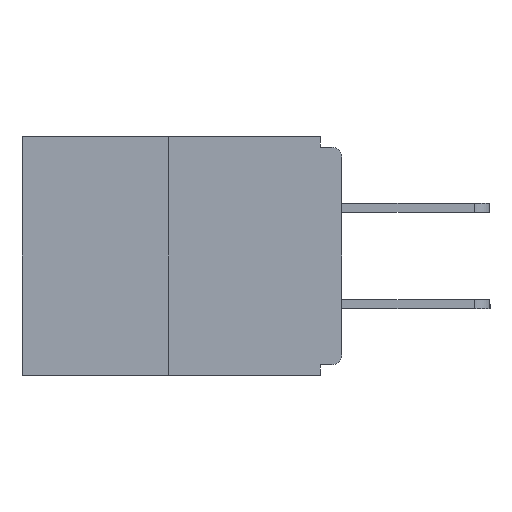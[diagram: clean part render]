
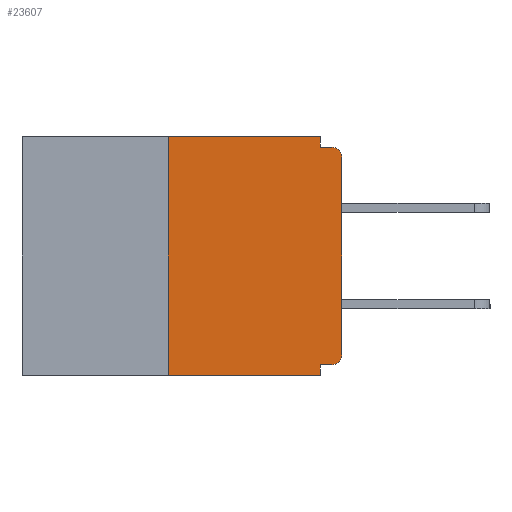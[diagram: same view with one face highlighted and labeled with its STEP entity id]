
A CAD part, left-side view. The second image highlights one B-rep face of the part: STEP entity #23607.
In plain terms, the highlighted planar face has unit normal (-1, 0, 0).
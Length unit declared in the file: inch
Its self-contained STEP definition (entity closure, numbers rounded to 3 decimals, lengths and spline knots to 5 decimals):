
#170 = AXIS2_PLACEMENT_3D ( 'NONE', #1006, #15626, #1159 ) ;
#288 = DIRECTION ( 'NONE',  ( 0., 0., 1. ) ) ;
#470 = ORIENTED_EDGE ( 'NONE', *, *, #31254, .F. ) ;
#703 = ORIENTED_EDGE ( 'NONE', *, *, #23928, .T. ) ;
#1006 = CARTESIAN_POINT ( 'NONE',  ( 0., 0.015, -0.03 ) ) ;
#1159 = DIRECTION ( 'NONE',  ( 0., 0., -1. ) ) ;
#2471 = ORIENTED_EDGE ( 'NONE', *, *, #10527, .F. ) ;
#2840 = LINE ( 'NONE', #27588, #10438 ) ;
#2864 = CARTESIAN_POINT ( 'NONE',  ( 0., 0.015, -0.313 ) ) ;
#3504 = LINE ( 'NONE', #22715, #16222 ) ;
#3541 = VECTOR ( 'NONE', #20805, 39.37008 ) ;
#3629 = CARTESIAN_POINT ( 'NONE',  ( 0., 0.46, 0. ) ) ;
#4598 = VERTEX_POINT ( 'NONE', #18776 ) ;
#4694 = VERTEX_POINT ( 'NONE', #9526 ) ;
#5110 = DIRECTION ( 'NONE',  ( 0., 0., -1. ) ) ;
#5773 = VERTEX_POINT ( 'NONE', #13951 ) ;
#5961 = LINE ( 'NONE', #23418, #25797 ) ;
#6447 = DIRECTION ( 'NONE',  ( 0., 1., 0. ) ) ;
#7198 = VECTOR ( 'NONE', #18014, 39.37008 ) ;
#7223 = VECTOR ( 'NONE', #6447, 39.37008 ) ;
#7256 = VECTOR ( 'NONE', #13258, 39.37008 ) ;
#9247 = CARTESIAN_POINT ( 'NONE',  ( 0., 0.25, 0. ) ) ;
#9526 = CARTESIAN_POINT ( 'NONE',  ( 0., 0., -0.03 ) ) ;
#9697 = ORIENTED_EDGE ( 'NONE', *, *, #11841, .F. ) ;
#9800 = AXIS2_PLACEMENT_3D ( 'NONE', #3629, #23313, #25690 ) ;
#9933 = VERTEX_POINT ( 'NONE', #19675 ) ;
#10313 = CARTESIAN_POINT ( 'NONE',  ( 0., 0.031, 0. ) ) ;
#10377 = EDGE_CURVE ( 'NONE', #4598, #11250, #25029, .T. ) ;
#10438 = VECTOR ( 'NONE', #288, 39.37008 ) ;
#10527 = EDGE_CURVE ( 'NONE', #19108, #4598, #5961, .T. ) ;
#10690 = CARTESIAN_POINT ( 'NONE',  ( 0., 0.46, -0.343 ) ) ;
#11218 = EDGE_CURVE ( 'NONE', #5773, #9933, #20370, .T. ) ;
#11250 = VERTEX_POINT ( 'NONE', #27178 ) ;
#11660 = VECTOR ( 'NONE', #19950, 39.37008 ) ;
#11841 = EDGE_CURVE ( 'NONE', #13593, #17241, #20914, .T. ) ;
#12335 = CARTESIAN_POINT ( 'NONE',  ( 0., 0.031, -0.328 ) ) ;
#12952 = CARTESIAN_POINT ( 'NONE',  ( 0., 0., -0.015 ) ) ;
#13258 = DIRECTION ( 'NONE',  ( 0., 0., -1. ) ) ;
#13593 = VERTEX_POINT ( 'NONE', #14450 ) ;
#13951 = CARTESIAN_POINT ( 'NONE',  ( 0., 0.25, -0.343 ) ) ;
#14450 = CARTESIAN_POINT ( 'NONE',  ( 0., 0.015, -0.328 ) ) ;
#15335 = CIRCLE ( 'NONE', #16341, 0.015 ) ;
#15626 = DIRECTION ( 'NONE',  ( -1., 0., 0. ) ) ;
#15993 = VERTEX_POINT ( 'NONE', #9247 ) ;
#16222 = VECTOR ( 'NONE', #27155, 39.37008 ) ;
#16341 = AXIS2_PLACEMENT_3D ( 'NONE', #2864, #26840, #5110 ) ;
#17241 = VERTEX_POINT ( 'NONE', #12335 ) ;
#18014 = DIRECTION ( 'NONE',  ( 0., -1., 0. ) ) ;
#18047 = CARTESIAN_POINT ( 'NONE',  ( 0., 0.031, -0.343 ) ) ;
#18096 = PLANE ( 'NONE',  #9800 ) ;
#18595 = LINE ( 'NONE', #28236, #3541 ) ;
#18776 = CARTESIAN_POINT ( 'NONE',  ( 0., 0.031, -0.015 ) ) ;
#19108 = VERTEX_POINT ( 'NONE', #10313 ) ;
#19675 = CARTESIAN_POINT ( 'NONE',  ( 0., 0.031, -0.343 ) ) ;
#19950 = DIRECTION ( 'NONE',  ( 0., -1., 0. ) ) ;
#20370 = LINE ( 'NONE', #10690, #7198 ) ;
#20405 = LINE ( 'NONE', #18047, #7256 ) ;
#20592 = EDGE_CURVE ( 'NONE', #13593, #21853, #15335, .T. ) ;
#20805 = DIRECTION ( 'NONE',  ( 0., -1., 0. ) ) ;
#20914 = LINE ( 'NONE', #27897, #7223 ) ;
#21819 = EDGE_CURVE ( 'NONE', #17241, #9933, #20405, .T. ) ;
#21853 = VERTEX_POINT ( 'NONE', #28145 ) ;
#22442 = EDGE_LOOP ( 'NONE', ( #470, #25363, #29778, #23274, #9697, #24723, #23669, #703, #27404, #2471 ) ) ;
#22715 = CARTESIAN_POINT ( 'NONE',  ( 0., 0., 0. ) ) ;
#22851 = FACE_OUTER_BOUND ( 'NONE', #22442, .T. ) ;
#23027 = CIRCLE ( 'NONE', #170, 0.015 ) ;
#23274 = ORIENTED_EDGE ( 'NONE', *, *, #21819, .F. ) ;
#23313 = DIRECTION ( 'NONE',  ( 1., 0., 0. ) ) ;
#23418 = CARTESIAN_POINT ( 'NONE',  ( 0., 0.031, 0. ) ) ;
#23607 = ADVANCED_FACE ( 'NONE', ( #22851 ), #18096, .F. ) ;
#23669 = ORIENTED_EDGE ( 'NONE', *, *, #31148, .T. ) ;
#23928 = EDGE_CURVE ( 'NONE', #4694, #11250, #23027, .T. ) ;
#24723 = ORIENTED_EDGE ( 'NONE', *, *, #20592, .T. ) ;
#25029 = LINE ( 'NONE', #12952, #11660 ) ;
#25363 = ORIENTED_EDGE ( 'NONE', *, *, #26986, .F. ) ;
#25491 = DIRECTION ( 'NONE',  ( 0., 0., -1. ) ) ;
#25690 = DIRECTION ( 'NONE',  ( 0., 0., -1. ) ) ;
#25797 = VECTOR ( 'NONE', #25491, 39.37008 ) ;
#26840 = DIRECTION ( 'NONE',  ( -1., 0., 0. ) ) ;
#26986 = EDGE_CURVE ( 'NONE', #5773, #15993, #2840, .T. ) ;
#27155 = DIRECTION ( 'NONE',  ( 0., 0., 1. ) ) ;
#27178 = CARTESIAN_POINT ( 'NONE',  ( 0., 0.015, -0.015 ) ) ;
#27404 = ORIENTED_EDGE ( 'NONE', *, *, #10377, .F. ) ;
#27588 = CARTESIAN_POINT ( 'NONE',  ( 0., 0.25, 0. ) ) ;
#27897 = CARTESIAN_POINT ( 'NONE',  ( 0., 0., -0.328 ) ) ;
#28145 = CARTESIAN_POINT ( 'NONE',  ( 0., 0., -0.313 ) ) ;
#28236 = CARTESIAN_POINT ( 'NONE',  ( 0., 0.46, 0. ) ) ;
#29778 = ORIENTED_EDGE ( 'NONE', *, *, #11218, .T. ) ;
#31148 = EDGE_CURVE ( 'NONE', #21853, #4694, #3504, .T. ) ;
#31254 = EDGE_CURVE ( 'NONE', #15993, #19108, #18595, .T. ) ;
